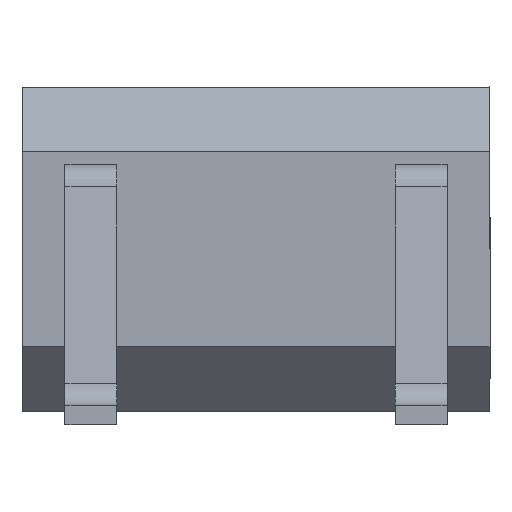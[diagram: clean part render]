
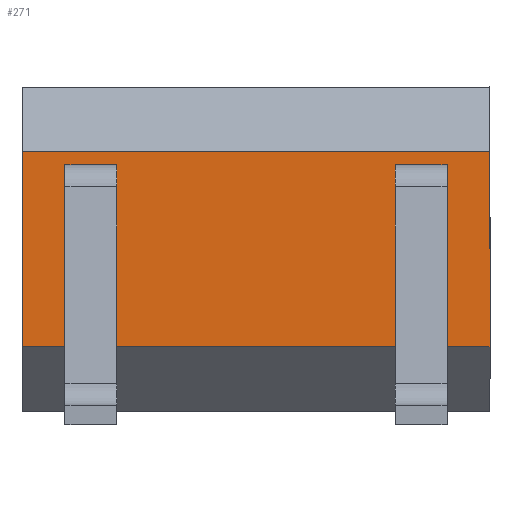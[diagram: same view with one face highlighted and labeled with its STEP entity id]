
A CAD part, front view. The second image highlights one B-rep face of the part: STEP entity #271.
In plain terms, the highlighted planar face has unit normal (0, -1, 0).
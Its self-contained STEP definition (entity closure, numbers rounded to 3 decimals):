
#191 = EDGE_CURVE ( 'NONE', #192, #259, #1085, .T. ) ;
#192 = VERTEX_POINT ( 'NONE', #1080 ) ;
#193 = ORIENTED_EDGE ( 'NONE', *, *, #194, .T. ) ;
#194 = EDGE_CURVE ( 'NONE', #192, #235, #1081, .T. ) ;
#235 = VERTEX_POINT ( 'NONE', #1161 ) ;
#246 = EDGE_LOOP ( 'NONE', ( #253, #257, #267, #193 ) ) ;
#253 = ORIENTED_EDGE ( 'NONE', *, *, #318, .T. ) ;
#257 = ORIENTED_EDGE ( 'NONE', *, *, #258, .T. ) ;
#258 = EDGE_CURVE ( 'NONE', #261, #259, #1221, .T. ) ;
#259 = VERTEX_POINT ( 'NONE', #1217 ) ;
#261 = VERTEX_POINT ( 'NONE', #1215 ) ;
#267 = ORIENTED_EDGE ( 'NONE', *, *, #191, .F. ) ;
#271 = ADVANCED_FACE ( 'NONE', ( #1264 ), #1249, .F. ) ;
#318 = EDGE_CURVE ( 'NONE', #235, #261, #1359, .T. ) ;
#1080 = CARTESIAN_POINT ( 'NONE',  ( 1.8, -2.2, 2.1 ) ) ;
#1081 = LINE ( 'NONE', #1144, #1143 ) ;
#1082 = DIRECTION ( 'NONE',  ( 0., 0., -1. ) ) ;
#1083 = VECTOR ( 'NONE', #1082, 1000. ) ;
#1084 = CARTESIAN_POINT ( 'NONE',  ( 1.8, -2.2, 2.6 ) ) ;
#1085 = LINE ( 'NONE', #1084, #1083 ) ;
#1142 = DIRECTION ( 'NONE',  ( -1., 0., 0. ) ) ;
#1143 = VECTOR ( 'NONE', #1142, 1000. ) ;
#1144 = CARTESIAN_POINT ( 'NONE',  ( -1.8, -2.2, 2.1 ) ) ;
#1161 = CARTESIAN_POINT ( 'NONE',  ( -1.8, -2.2, 2.1 ) ) ;
#1215 = CARTESIAN_POINT ( 'NONE',  ( -1.8, -2.2, 0.6 ) ) ;
#1217 = CARTESIAN_POINT ( 'NONE',  ( 1.8, -2.2, 0.6 ) ) ;
#1218 = DIRECTION ( 'NONE',  ( 1., 0., 0. ) ) ;
#1219 = VECTOR ( 'NONE', #1218, 1000. ) ;
#1220 = CARTESIAN_POINT ( 'NONE',  ( -1.8, -2.2, 0.6 ) ) ;
#1221 = LINE ( 'NONE', #1220, #1219 ) ;
#1244 = DIRECTION ( 'NONE',  ( 0., 0., 1. ) ) ;
#1245 = DIRECTION ( 'NONE',  ( 0., 1., 0. ) ) ;
#1246 = CARTESIAN_POINT ( 'NONE',  ( -1.8, -2.2, 2.6 ) ) ;
#1247 = AXIS2_PLACEMENT_3D ( 'NONE', #1246, #1245, #1244 ) ;
#1249 = PLANE ( 'NONE',  #1247 ) ;
#1264 = FACE_OUTER_BOUND ( 'NONE', #246, .T. ) ;
#1356 = DIRECTION ( 'NONE',  ( 0., 0., -1. ) ) ;
#1357 = VECTOR ( 'NONE', #1356, 1000. ) ;
#1358 = CARTESIAN_POINT ( 'NONE',  ( -1.8, -2.2, 2.6 ) ) ;
#1359 = LINE ( 'NONE', #1358, #1357 ) ;
